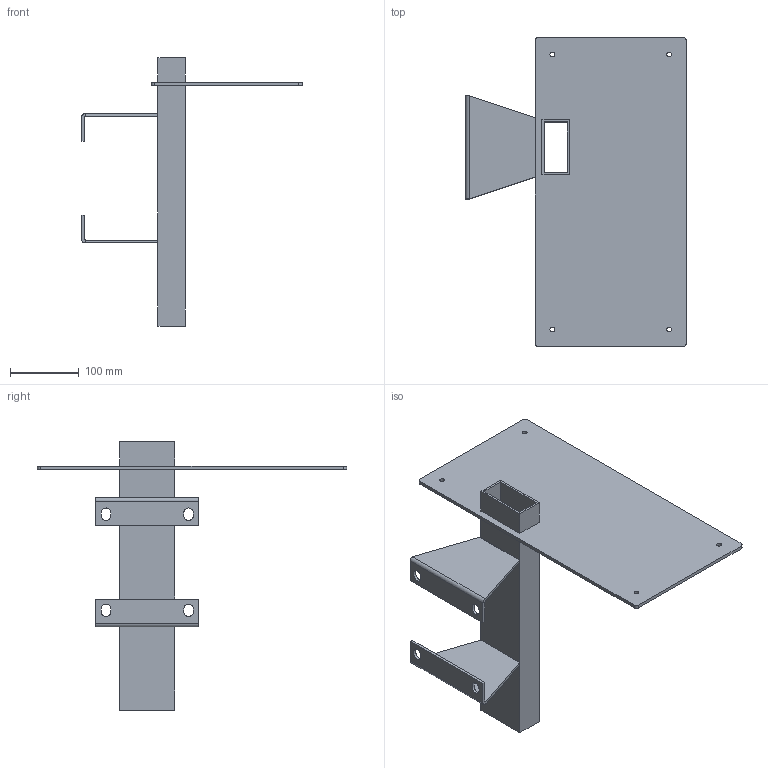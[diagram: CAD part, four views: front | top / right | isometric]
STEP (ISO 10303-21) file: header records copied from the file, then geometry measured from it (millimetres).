
FILE_DESCRIPTION (( 'STEP AP203' ), '1' );
FILE_NAME ('01A0553755P-©T©w®y.STEP', '2023-09-28T08:35:48', ( '' ), ( '' ), 'SwSTEP 2.0', 'SolidWorks 2018', '' );
FILE_SCHEMA (( 'CONFIG_CONTROL_DESIGN' ));
Length unit declared in the file: millimetre
Products named in the file (1): 01A0553755P-固定座
Bounding box: 321 x 450 x 390 mm (x, y, z)
Volume: 886898.9 mm3; surface area: 451386 mm2
Topology: 2 solids, 2 shells, 69 faces, 185 edges, 122 vertices
Faces by surface type: plane 47, cylinder 22
Full cylindrical faces by diameter (mm): 7 x4
Entity records: 2202 total; most frequent: CARTESIAN_POINT 389, ORIENTED_EDGE 354, DIRECTION 349, EDGE_CURVE 177, VECTOR 129, LINE 129, VERTEX_POINT 118, AXIS2_PLACEMENT_3D 110
